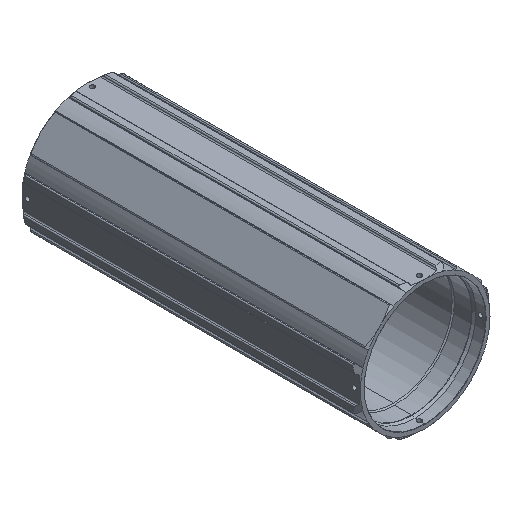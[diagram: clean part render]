
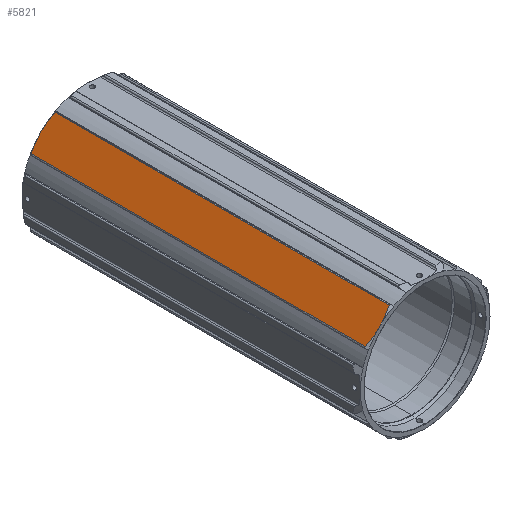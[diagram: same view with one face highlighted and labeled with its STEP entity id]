
A CAD part, isometric view. The second image highlights one B-rep face of the part: STEP entity #5821.
In plain terms, the highlighted planar face has unit normal (-0.707, 0, 0.707).
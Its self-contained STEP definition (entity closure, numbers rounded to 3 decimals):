
#63 = EDGE_CURVE ( 'NONE', #2266, #89, #2407, .T. ) ;
#89 = VERTEX_POINT ( 'NONE', #690 ) ;
#92 = CARTESIAN_POINT ( 'NONE',  ( -38.87, 0.042, 42.448 ) ) ;
#111 = CARTESIAN_POINT ( 'NONE',  ( -40.659, 300., 40.659 ) ) ;
#301 = EDGE_CURVE ( 'NONE', #1071, #4437, #3056, .T. ) ;
#336 = CARTESIAN_POINT ( 'NONE',  ( -47.765, 299.181, 33.552 ) ) ;
#478 = AXIS2_PLACEMENT_3D ( 'NONE', #901, #1356, #3173 ) ;
#606 = CARTESIAN_POINT ( 'NONE',  ( -31.797, 298.699, 49.52 ) ) ;
#687 = CARTESIAN_POINT ( 'NONE',  ( -51.265, 1.924, 30.052 ) ) ;
#690 = CARTESIAN_POINT ( 'NONE',  ( -30.052, 298.076, 51.265 ) ) ;
#813 = CARTESIAN_POINT ( 'NONE',  ( -47.765, 0.819, 33.552 ) ) ;
#841 = CARTESIAN_POINT ( 'NONE',  ( -51.265, 298.076, 30.052 ) ) ;
#901 = CARTESIAN_POINT ( 'NONE',  ( -40.659, -17.173, 40.659 ) ) ;
#1027 = CARTESIAN_POINT ( 'NONE',  ( -30.052, -17.173, 51.265 ) ) ;
#1045 = ORIENTED_EDGE ( 'NONE', *, *, #1330, .T. ) ;
#1071 = VERTEX_POINT ( 'NONE', #4374 ) ;
#1155 = ORIENTED_EDGE ( 'NONE', *, *, #63, .T. ) ;
#1168 = ORIENTED_EDGE ( 'NONE', *, *, #2960, .T. ) ;
#1217 = B_SPLINE_CURVE_WITH_KNOTS ( 'NONE', 3,
 ( #2419, #2799, #92, #2360, #5525, #1616, #4290, #5644 ),
 .UNSPECIFIED., .F., .F.,
 ( 4, 2, 2, 4 ),
 ( 0.015, 0.019, 0.023, 0.03 ),
 .UNSPECIFIED. ) ;
#1299 = EDGE_LOOP ( 'NONE', ( #1045, #3577, #3397, #1155, #1168, #1376 ) ) ;
#1302 = CARTESIAN_POINT ( 'NONE',  ( -51.265, 1.924, 30.052 ) ) ;
#1330 = EDGE_CURVE ( 'NONE', #4437, #2283, #2760, .T. ) ;
#1356 = DIRECTION ( 'NONE',  ( -0.707, 0., 0.707 ) ) ;
#1376 = ORIENTED_EDGE ( 'NONE', *, *, #301, .T. ) ;
#1616 = CARTESIAN_POINT ( 'NONE',  ( -33.542, 0.821, 47.775 ) ) ;
#1673 = EDGE_CURVE ( 'NONE', #3896, #2266, #1217, .T. ) ;
#1682 = CARTESIAN_POINT ( 'NONE',  ( -40.659, 0., 40.659 ) ) ;
#2042 = CARTESIAN_POINT ( 'NONE',  ( -30.052, 1.924, 51.265 ) ) ;
#2266 = VERTEX_POINT ( 'NONE', #2042 ) ;
#2283 = VERTEX_POINT ( 'NONE', #687 ) ;
#2360 = CARTESIAN_POINT ( 'NONE',  ( -37.084, 0.208, 44.233 ) ) ;
#2407 = LINE ( 'NONE', #1027, #5175 ) ;
#2419 = CARTESIAN_POINT ( 'NONE',  ( -40.659, 0., 40.659 ) ) ;
#2638 = CARTESIAN_POINT ( 'NONE',  ( -42.451, 0., 38.867 ) ) ;
#2694 = CARTESIAN_POINT ( 'NONE',  ( -40.659, 0., 40.659 ) ) ;
#2760 = LINE ( 'NONE', #4575, #4809 ) ;
#2799 = CARTESIAN_POINT ( 'NONE',  ( -39.767, 0., 41.55 ) ) ;
#2848 = CARTESIAN_POINT ( 'NONE',  ( -33.552, 299.181, 47.765 ) ) ;
#2960 = EDGE_CURVE ( 'NONE', #89, #1071, #4473, .T. ) ;
#3056 = B_SPLINE_CURVE_WITH_KNOTS ( 'NONE', 3,
 ( #4814, #4420, #4392, #336, #3945, #4837 ),
 .UNSPECIFIED., .F., .F.,
 ( 4, 2, 4 ),
 ( 0.162, 0.169, 0.177 ),
 .UNSPECIFIED. ) ;
#3173 = DIRECTION ( 'NONE',  ( 0.707, 0., 0.707 ) ) ;
#3397 = ORIENTED_EDGE ( 'NONE', *, *, #1673, .T. ) ;
#3577 = ORIENTED_EDGE ( 'NONE', *, *, #4417, .T. ) ;
#3622 = CARTESIAN_POINT ( 'NONE',  ( -49.52, 1.301, 31.797 ) ) ;
#3681 = CARTESIAN_POINT ( 'NONE',  ( -38.867, 300., 42.451 ) ) ;
#3740 = DIRECTION ( 'NONE',  ( 0., 1., 0. ) ) ;
#3837 = DIRECTION ( 'NONE',  ( 0., -1., 0. ) ) ;
#3896 = VERTEX_POINT ( 'NONE', #1682 ) ;
#3945 = CARTESIAN_POINT ( 'NONE',  ( -49.52, 298.699, 31.797 ) ) ;
#4060 = PLANE ( 'NONE',  #478 ) ;
#4290 = CARTESIAN_POINT ( 'NONE',  ( -31.79, 1.304, 49.528 ) ) ;
#4374 = CARTESIAN_POINT ( 'NONE',  ( -40.659, 300., 40.659 ) ) ;
#4392 = CARTESIAN_POINT ( 'NONE',  ( -44.23, 299.832, 37.087 ) ) ;
#4417 = EDGE_CURVE ( 'NONE', #2283, #3896, #5709, .T. ) ;
#4420 = CARTESIAN_POINT ( 'NONE',  ( -42.451, 300., 38.867 ) ) ;
#4437 = VERTEX_POINT ( 'NONE', #841 ) ;
#4473 = B_SPLINE_CURVE_WITH_KNOTS ( 'NONE', 3,
 ( #5013, #606, #2848, #5111, #3681, #111 ),
 .UNSPECIFIED., .F., .F.,
 ( 4, 2, 4 ),
 ( 0.159, 0.167, 0.174 ),
 .UNSPECIFIED. ) ;
#4568 = FACE_OUTER_BOUND ( 'NONE', #1299, .T. ) ;
#4575 = CARTESIAN_POINT ( 'NONE',  ( -51.265, 0., 30.052 ) ) ;
#4809 = VECTOR ( 'NONE', #3837, 1000. ) ;
#4814 = CARTESIAN_POINT ( 'NONE',  ( -40.659, 300., 40.659 ) ) ;
#4837 = CARTESIAN_POINT ( 'NONE',  ( -51.265, 298.076, 30.052 ) ) ;
#5013 = CARTESIAN_POINT ( 'NONE',  ( -30.052, 298.076, 51.265 ) ) ;
#5111 = CARTESIAN_POINT ( 'NONE',  ( -37.087, 299.832, 44.23 ) ) ;
#5175 = VECTOR ( 'NONE', #3740, 1000. ) ;
#5397 = CARTESIAN_POINT ( 'NONE',  ( -44.23, 0.168, 37.087 ) ) ;
#5525 = CARTESIAN_POINT ( 'NONE',  ( -36.195, 0.332, 45.122 ) ) ;
#5644 = CARTESIAN_POINT ( 'NONE',  ( -30.052, 1.924, 51.265 ) ) ;
#5709 = B_SPLINE_CURVE_WITH_KNOTS ( 'NONE', 3,
 ( #1302, #3622, #813, #5397, #2638, #2694 ),
 .UNSPECIFIED., .F., .F.,
 ( 4, 2, 4 ),
 ( 0., 0.008, 0.015 ),
 .UNSPECIFIED. ) ;
#5821 = ADVANCED_FACE ( 'NONE', ( #4568 ), #4060, .T. ) ;
